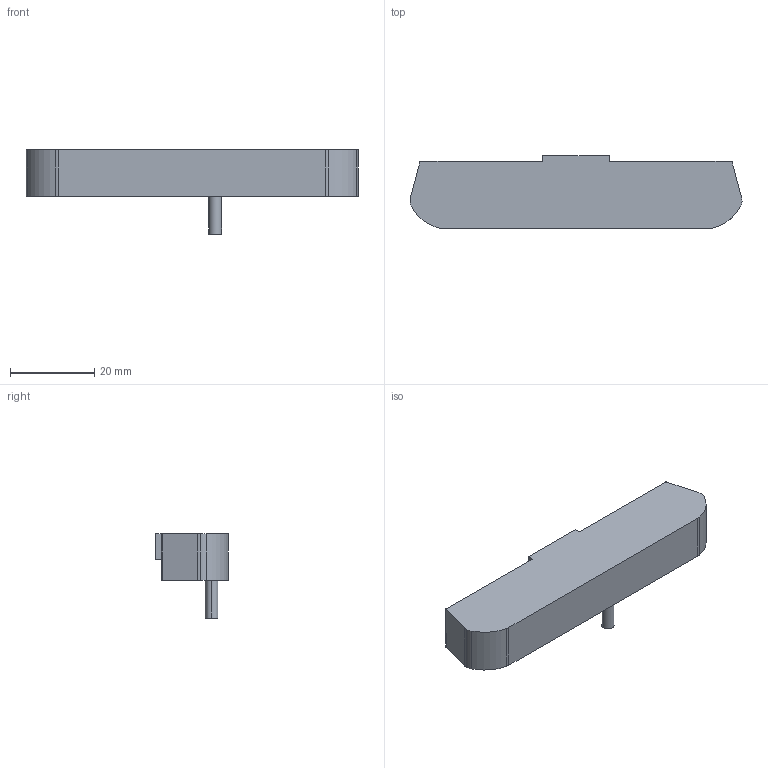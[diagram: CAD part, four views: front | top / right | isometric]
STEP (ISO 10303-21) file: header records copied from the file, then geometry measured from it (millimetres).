
FILE_DESCRIPTION (( 'STEP AP203' ), '1' );
FILE_NAME ('KART YUVASI SERISI - 72 MM MODÜL - KAPAK.STEP', '2018-10-04T11:59:15', ( 'user' ), ( '' ), 'SwSTEP 2.0', 'SolidWorks 2016', '' );
FILE_SCHEMA (( 'CONFIG_CONTROL_DESIGN' ));
Length unit declared in the file: millimetre
Products named in the file (1): KART YUVASI SERISI  - 72 MM MODÜL - KAPAK
Bounding box: 78.8 x 17.3 x 20 mm (x, y, z)
Volume: 8692.7 mm3; surface area: 5630.9 mm2
Topology: 1 solids, 1 shells, 51 faces, 141 edges, 94 vertices
Faces by surface type: plane 30, cylinder 21
Entity records: 1714 total; most frequent: DIRECTION 287, CARTESIAN_POINT 287, ORIENTED_EDGE 282, EDGE_CURVE 141, LINE 99, VECTOR 99, AXIS2_PLACEMENT_3D 94, VERTEX_POINT 94
